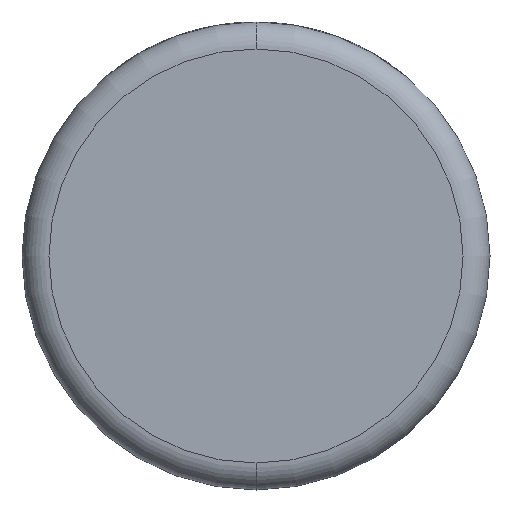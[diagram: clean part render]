
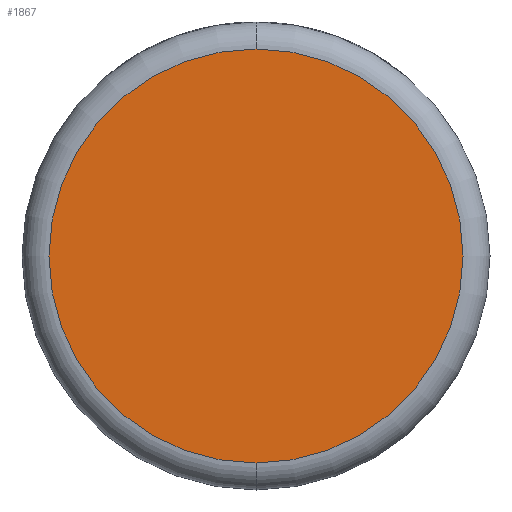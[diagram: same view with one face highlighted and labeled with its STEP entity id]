
A CAD part, front view. The second image highlights one B-rep face of the part: STEP entity #1867.
In plain terms, the highlighted planar face has unit normal (0, -1, 0).
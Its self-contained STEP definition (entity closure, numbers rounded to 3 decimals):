
#204 = EDGE_LOOP ( 'NONE', ( #880, #3268 ) ) ;
#806 = CARTESIAN_POINT ( 'NONE',  ( 0., 0., 13.714 ) ) ;
#880 = ORIENTED_EDGE ( 'NONE', *, *, #1642, .T. ) ;
#1061 = PLANE ( 'NONE',  #3173 ) ;
#1344 = AXIS2_PLACEMENT_3D ( 'NONE', #1936, #3151, #4268 ) ;
#1434 = EDGE_CURVE ( 'NONE', #3766, #1685, #2636, .T. ) ;
#1448 = CARTESIAN_POINT ( 'NONE',  ( 0., 0., 0. ) ) ;
#1642 = EDGE_CURVE ( 'NONE', #1685, #3766, #4040, .T. ) ;
#1685 = VERTEX_POINT ( 'NONE', #806 ) ;
#1830 = DIRECTION ( 'NONE',  ( 0., 0., 1. ) ) ;
#1867 = ADVANCED_FACE ( 'NONE', ( #2279 ), #1061, .F. ) ;
#1936 = CARTESIAN_POINT ( 'NONE',  ( 0., 0., 0. ) ) ;
#2279 = FACE_OUTER_BOUND ( 'NONE', #204, .T. ) ;
#2636 = CIRCLE ( 'NONE', #3223, 13.714 ) ;
#3151 = DIRECTION ( 'NONE',  ( 0., -1., 0. ) ) ;
#3173 = AXIS2_PLACEMENT_3D ( 'NONE', #1448, #4065, #1830 ) ;
#3223 = AXIS2_PLACEMENT_3D ( 'NONE', #3750, #4839, #4054 ) ;
#3268 = ORIENTED_EDGE ( 'NONE', *, *, #1434, .T. ) ;
#3750 = CARTESIAN_POINT ( 'NONE',  ( 0., 0., 0. ) ) ;
#3766 = VERTEX_POINT ( 'NONE', #4146 ) ;
#4040 = CIRCLE ( 'NONE', #1344, 13.714 ) ;
#4054 = DIRECTION ( 'NONE',  ( 0., 0., 1. ) ) ;
#4065 = DIRECTION ( 'NONE',  ( 0., 1., 0. ) ) ;
#4146 = CARTESIAN_POINT ( 'NONE',  ( 0., 0., -13.714 ) ) ;
#4268 = DIRECTION ( 'NONE',  ( 0., 0., 1. ) ) ;
#4839 = DIRECTION ( 'NONE',  ( 0., -1., 0. ) ) ;
